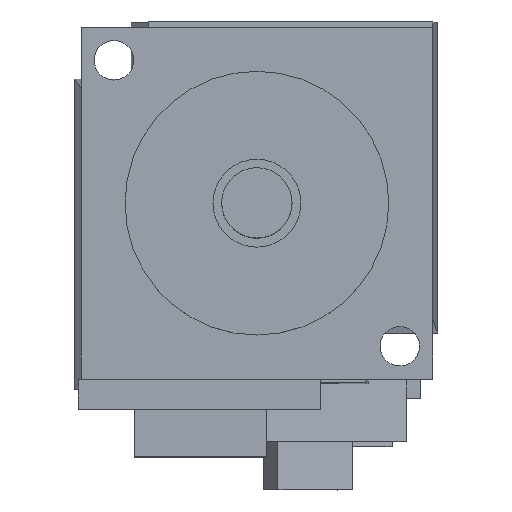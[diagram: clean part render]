
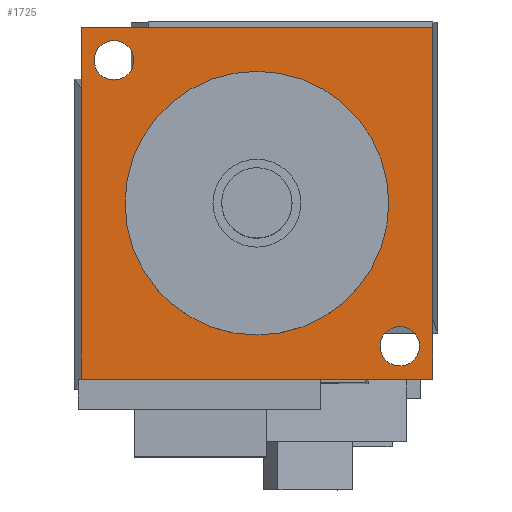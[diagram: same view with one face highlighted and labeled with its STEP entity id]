
A CAD part, top view. The second image highlights one B-rep face of the part: STEP entity #1725.
In plain terms, the highlighted planar face has unit normal (0, 0, 1).
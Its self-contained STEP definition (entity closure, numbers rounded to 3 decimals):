
#22=CARTESIAN_POINT('',(0.,0.,0.));
#23=DIRECTION('',(0.,0.,1.));
#24=DIRECTION('',(1.,0.,0.));
#25=AXIS2_PLACEMENT_3D('',#22,#23,#24);
#27=CARTESIAN_POINT('',(0.,0.,0.));
#28=DIRECTION('',(0.,0.,1.));
#29=DIRECTION('',(-1.,0.,0.));
#30=AXIS2_PLACEMENT_3D('',#27,#28,#29);
#32=CARTESIAN_POINT('',(-16.263,16.263,0.));
#33=DIRECTION('',(0.,0.,1.));
#34=DIRECTION('',(1.,0.,0.));
#35=AXIS2_PLACEMENT_3D('',#32,#33,#34);
#37=CARTESIAN_POINT('',(-16.263,16.263,0.));
#38=DIRECTION('',(0.,0.,1.));
#39=DIRECTION('',(-1.,0.,0.));
#40=AXIS2_PLACEMENT_3D('',#37,#38,#39);
#42=CARTESIAN_POINT('',(16.263,-16.263,0.));
#43=DIRECTION('',(0.,0.,1.));
#44=DIRECTION('',(-1.,0.,0.));
#45=AXIS2_PLACEMENT_3D('',#42,#43,#44);
#47=CARTESIAN_POINT('',(16.263,-16.263,0.));
#48=DIRECTION('',(0.,0.,1.));
#49=DIRECTION('',(1.,0.,0.));
#50=AXIS2_PLACEMENT_3D('',#47,#48,#49);
#56=DIRECTION('',(0.,-1.,0.));
#57=VECTOR('',#56,40.);
#58=CARTESIAN_POINT('',(-20.,20.,0.));
#59=LINE('',#58,#57);
#64=DIRECTION('',(1.,0.,0.));
#65=VECTOR('',#64,40.);
#66=CARTESIAN_POINT('',(-20.,-20.,0.));
#67=LINE('',#66,#65);
#298=DIRECTION('',(0.,1.,0.));
#299=VECTOR('',#298,40.);
#300=CARTESIAN_POINT('',(20.,-20.,0.));
#301=LINE('',#300,#299);
#801=DIRECTION('',(-1.,0.,0.));
#802=VECTOR('',#801,40.);
#803=CARTESIAN_POINT('',(20.,20.,0.));
#804=LINE('',#803,#802);
#1272=CARTESIAN_POINT('',(15.,0.,0.));
#1273=CARTESIAN_POINT('',(-15.,0.,0.));
#1274=VERTEX_POINT('',#1272);
#1275=VERTEX_POINT('',#1273);
#1276=CARTESIAN_POINT('',(-20.,20.,0.));
#1277=CARTESIAN_POINT('',(-20.,-20.,0.));
#1278=VERTEX_POINT('',#1276);
#1279=VERTEX_POINT('',#1277);
#1280=CARTESIAN_POINT('',(20.,20.,0.));
#1281=VERTEX_POINT('',#1280);
#1282=CARTESIAN_POINT('',(20.,-20.,0.));
#1283=VERTEX_POINT('',#1282);
#1284=CARTESIAN_POINT('',(-14.013,16.263,0.));
#1285=CARTESIAN_POINT('',(-18.513,16.263,0.));
#1286=VERTEX_POINT('',#1284);
#1287=VERTEX_POINT('',#1285);
#1288=CARTESIAN_POINT('',(14.013,-16.263,0.));
#1289=CARTESIAN_POINT('',(18.513,-16.263,0.));
#1290=VERTEX_POINT('',#1288);
#1291=VERTEX_POINT('',#1289);
#1693=CARTESIAN_POINT('',(0.,0.,0.));
#1694=DIRECTION('',(0.,0.,1.));
#1695=DIRECTION('',(1.,0.,0.));
#1696=AXIS2_PLACEMENT_3D('',#1693,#1694,#1695);
#1697=PLANE('',#1696);
#1699=ORIENTED_EDGE('',*,*,#1698,.F.);
#1701=ORIENTED_EDGE('',*,*,#1700,.F.);
#1703=ORIENTED_EDGE('',*,*,#1702,.F.);
#1705=ORIENTED_EDGE('',*,*,#1704,.F.);
#1706=EDGE_LOOP('',(#1699,#1701,#1703,#1705));
#1707=FACE_OUTER_BOUND('',#1706,.F.);
#1708=ORIENTED_EDGE('',*,*,#1683,.T.);
#1710=ORIENTED_EDGE('',*,*,#1709,.T.);
#1711=EDGE_LOOP('',(#1708,#1710));
#1712=FACE_BOUND('',#1711,.F.);
#1714=ORIENTED_EDGE('',*,*,#1713,.T.);
#1716=ORIENTED_EDGE('',*,*,#1715,.T.);
#1717=EDGE_LOOP('',(#1714,#1716));
#1718=FACE_BOUND('',#1717,.F.);
#1720=ORIENTED_EDGE('',*,*,#1719,.T.);
#1722=ORIENTED_EDGE('',*,*,#1721,.T.);
#1723=EDGE_LOOP('',(#1720,#1722));
#1724=FACE_BOUND('',#1723,.F.);
#1725=ADVANCED_FACE('',(#1707,#1712,#1718,#1724),#1697,.T.);
#26=CIRCLE('',#25,15.);
#31=CIRCLE('',#30,15.);
#36=CIRCLE('',#35,2.25);
#41=CIRCLE('',#40,2.25);
#46=CIRCLE('',#45,2.25);
#51=CIRCLE('',#50,2.25);
#1683=EDGE_CURVE('',#1274,#1275,#26,.T.);
#1698=EDGE_CURVE('',#1278,#1279,#59,.T.);
#1700=EDGE_CURVE('',#1281,#1278,#804,.T.);
#1702=EDGE_CURVE('',#1283,#1281,#301,.T.);
#1704=EDGE_CURVE('',#1279,#1283,#67,.T.);
#1709=EDGE_CURVE('',#1275,#1274,#31,.T.);
#1713=EDGE_CURVE('',#1286,#1287,#36,.T.);
#1715=EDGE_CURVE('',#1287,#1286,#41,.T.);
#1719=EDGE_CURVE('',#1290,#1291,#46,.T.);
#1721=EDGE_CURVE('',#1291,#1290,#51,.T.);
